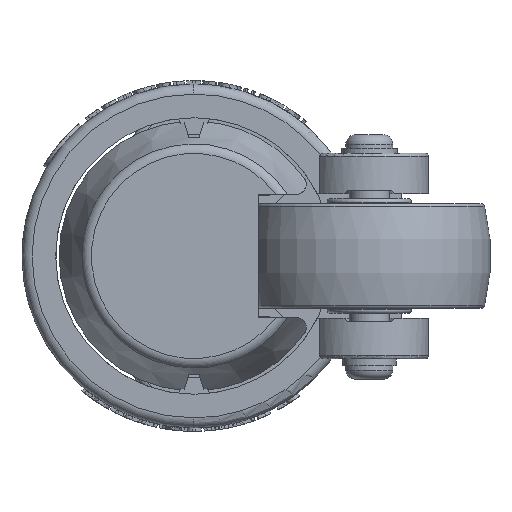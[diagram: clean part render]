
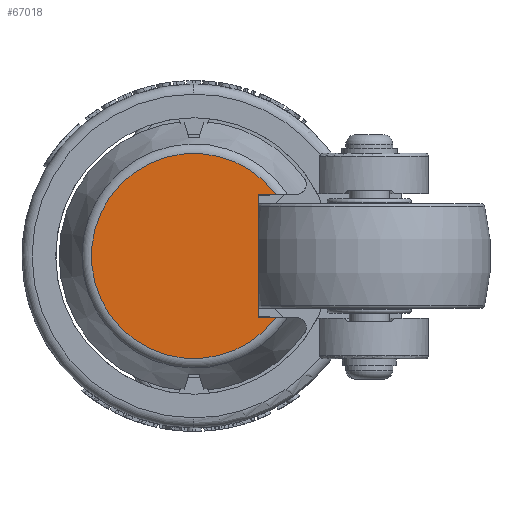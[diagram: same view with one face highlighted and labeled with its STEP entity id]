
A CAD part, front view. The second image highlights one B-rep face of the part: STEP entity #67018.
In plain terms, the highlighted planar face has unit normal (0, -1, 0).
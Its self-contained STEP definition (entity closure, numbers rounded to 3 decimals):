
#1607 = EDGE_CURVE ( 'NONE', #11989, #31500, #50508, .T. ) ;
#1749 = DIRECTION ( 'NONE',  ( 1., 0., 0. ) ) ;
#2699 = ORIENTED_EDGE ( 'NONE', *, *, #59573, .T. ) ;
#3558 = VECTOR ( 'NONE', #64747, 1000. ) ;
#4331 = CIRCLE ( 'NONE', #35362, 30.421 ) ;
#4390 = DIRECTION ( 'NONE',  ( 1., 0., 0. ) ) ;
#8106 = PLANE ( 'NONE',  #34572 ) ;
#11989 = VERTEX_POINT ( 'NONE', #66524 ) ;
#15857 = CARTESIAN_POINT ( 'NONE',  ( 40., -17.11, -18.25 ) ) ;
#17956 = CARTESIAN_POINT ( 'NONE',  ( 24.339, -17.11, 18.25 ) ) ;
#18527 = CARTESIAN_POINT ( 'NONE',  ( 19., -17.11, -18.25 ) ) ;
#19676 = VERTEX_POINT ( 'NONE', #18527 ) ;
#22159 = EDGE_CURVE ( 'NONE', #31500, #84120, #4331, .T. ) ;
#29730 = EDGE_LOOP ( 'NONE', ( #73337, #71542, #2699, #77244 ) ) ;
#31500 = VERTEX_POINT ( 'NONE', #17956 ) ;
#32108 = VECTOR ( 'NONE', #73878, 1000. ) ;
#34572 = AXIS2_PLACEMENT_3D ( 'NONE', #84687, #43203, #1749 ) ;
#35362 = AXIS2_PLACEMENT_3D ( 'NONE', #87303, #45848, #4390 ) ;
#43203 = DIRECTION ( 'NONE',  ( 0., 1., 0. ) ) ;
#45848 = DIRECTION ( 'NONE',  ( 0., -1., 0. ) ) ;
#50508 = LINE ( 'NONE', #66934, #32108 ) ;
#53874 = LINE ( 'NONE', #15857, #74470 ) ;
#57344 = DIRECTION ( 'NONE',  ( -1., 0., 0. ) ) ;
#58800 = LINE ( 'NONE', #71706, #3558 ) ;
#59573 = EDGE_CURVE ( 'NONE', #84120, #19676, #53874, .T. ) ;
#64747 = DIRECTION ( 'NONE',  ( 0., 0., 1. ) ) ;
#65417 = CARTESIAN_POINT ( 'NONE',  ( 24.339, -17.11, -18.25 ) ) ;
#66524 = CARTESIAN_POINT ( 'NONE',  ( 19., -17.11, 18.25 ) ) ;
#66934 = CARTESIAN_POINT ( 'NONE',  ( 40., -17.11, 18.25 ) ) ;
#67018 = ADVANCED_FACE ( 'NONE', ( #74360 ), #8106, .F. ) ;
#71542 = ORIENTED_EDGE ( 'NONE', *, *, #22159, .T. ) ;
#71706 = CARTESIAN_POINT ( 'NONE',  ( 19., -17.11, 18.25 ) ) ;
#73337 = ORIENTED_EDGE ( 'NONE', *, *, #1607, .T. ) ;
#73878 = DIRECTION ( 'NONE',  ( 1., 0., 0. ) ) ;
#74360 = FACE_OUTER_BOUND ( 'NONE', #29730, .T. ) ;
#74470 = VECTOR ( 'NONE', #57344, 1000. ) ;
#77244 = ORIENTED_EDGE ( 'NONE', *, *, #89619, .T. ) ;
#84120 = VERTEX_POINT ( 'NONE', #65417 ) ;
#84687 = CARTESIAN_POINT ( 'NONE',  ( 0., -17.11, 0. ) ) ;
#87303 = CARTESIAN_POINT ( 'NONE',  ( 0., -17.11, 0. ) ) ;
#89619 = EDGE_CURVE ( 'NONE', #19676, #11989, #58800, .T. ) ;
